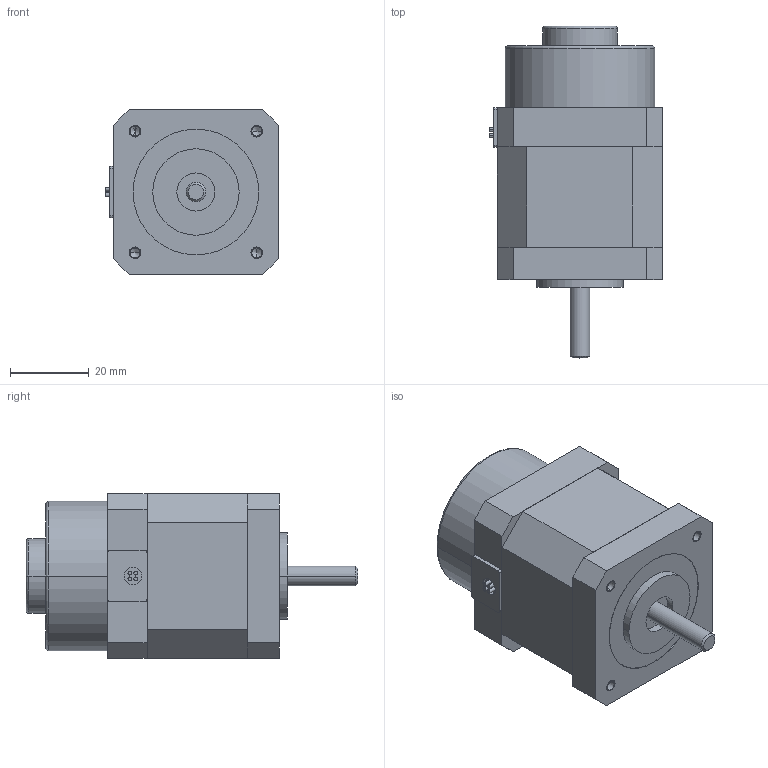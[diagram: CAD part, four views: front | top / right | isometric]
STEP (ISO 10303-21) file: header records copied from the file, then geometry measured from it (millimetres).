
FILE_DESCRIPTION((''),'2;1');
FILE_NAME('MT17HE18017B4F1_ASM','2017-04-18T',('Matteo Maccalli'),(''),'PRO/ENGINEER BY PARAMETRIC TECHNOLOGY CORPORATION, 2006320','PRO/ENGINEER BY PARAMETRIC TECHNOLOGY CORPORATION, 2006320','');
FILE_SCHEMA(('AUTOMOTIVE_DESIGN_CC2 { 1 2 10303 214 -1 1 5 2 }'));
Length unit declared in the file: millimetre
Products named in the file (6): FRONT_FLANGE_MT17HE_H8E2_QUADR; STACK_MT17HE18_H25E5; REAR_FLANGE_MT17HE_QUADR_NO_CON; FRONT_SHAFT_MT17HE_L24; BRAKE_MT17HE; MT17HE18017B4F1_ASM
Assembly tree (5 placements, depth 2):
  MT17HE18017B4F1_ASM
    FRONT_FLANGE_MT17HE_H8E2_QUADR
    STACK_MT17HE18_H25E5
    REAR_FLANGE_MT17HE_QUADR_NO_CON
    FRONT_SHAFT_MT17HE_L24
    BRAKE_MT17HE
Bounding box: 44 x 84.5 x 42 mm (x, y, z)
Volume: 93380 mm3; surface area: 23180.6 mm2
Topology: 5 solids, 13 shells, 132 faces, 314 edges, 206 vertices
Faces by surface type: cylinder 62, plane 56, cone 10, torus 4
Entity records: 5296 total; most frequent: DIRECTION 750, CARTESIAN_POINT 659, ORIENTED_EDGE 580, PRESENTATION_STYLE_ASSIGNMENT 347, STYLED_ITEM 327, CURVE_STYLE 306, EDGE_CURVE 306, AXIS2_PLACEMENT_3D 297
